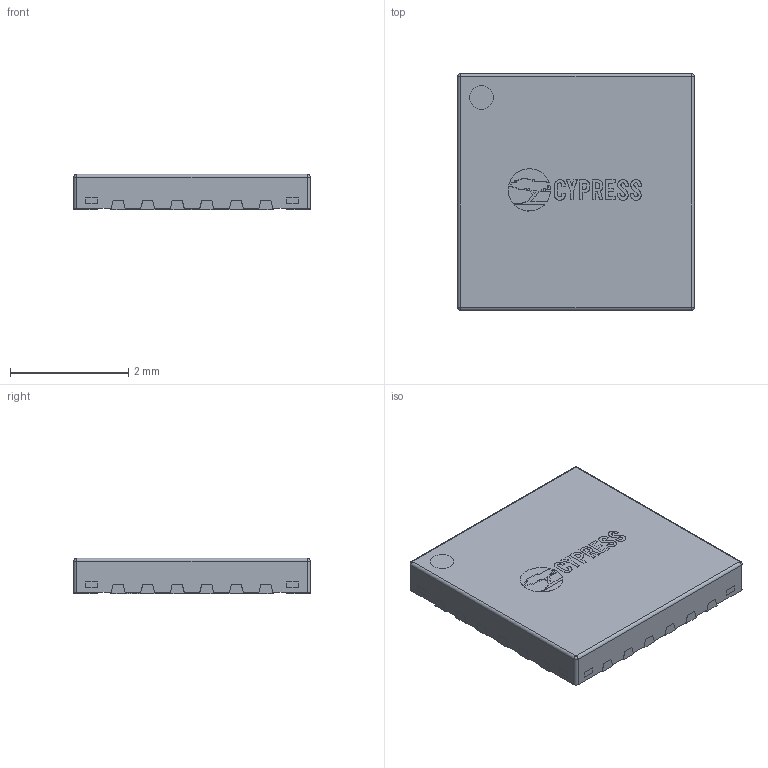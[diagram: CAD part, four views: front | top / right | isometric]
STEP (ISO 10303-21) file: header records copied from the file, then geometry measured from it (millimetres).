
FILE_DESCRIPTION(/* description */ (''),/* implementation_level */ '2;1');
FILE_NAME(/* name */ 'QFN24.stp',/* time_stamp */ '2021-05-21T15:35:41+03:00',/* author */ ('thall'),/* organization */ (''),/* preprocessor_version */ 'ST-DEVELOPER v18.1',/* originating_system */ 'Autodesk Inventor 2021',/* authorisation */ '');
FILE_SCHEMA (('AUTOMOTIVE_DESIGN { 1 0 10303 214 3 1 1 }'));
Length unit declared in the file: millimetre
Products named in the file (5): QFN24; Package; Pins; Mark; Logo
Assembly tree (4 placements, depth 2):
  QFN24
    Package
    Pins
    Mark
    Logo
Bounding box: 4 x 4 x 0.6 mm (x, y, z)
Volume: 9.4 mm3; surface area: 72.2 mm2
Topology: 44 solids, 44 shells, 619 faces, 1580 edges, 1050 vertices
Faces by surface type: plane 416, bspline 140, cone 48, cylinder 11, sphere 4
Full cylindrical faces by diameter (mm): 0.4 x1
Entity records: 20575 total; most frequent: CARTESIAN_POINT 6108, ORIENTED_EDGE 3160, DIRECTION 2456, EDGE_CURVE 1580, LINE 1180, VECTOR 1180, VERTEX_POINT 1050, AXIS2_PLACEMENT_3D 638
